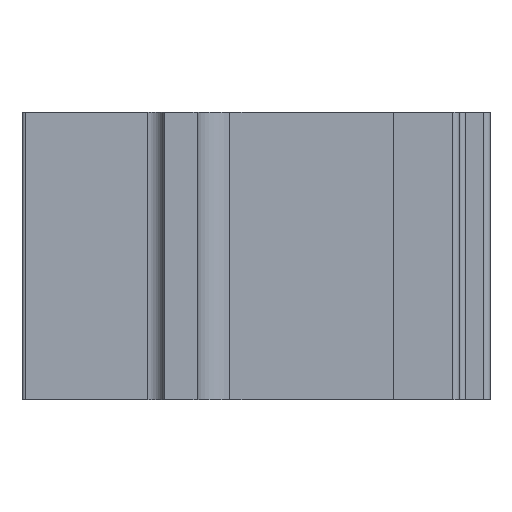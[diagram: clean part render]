
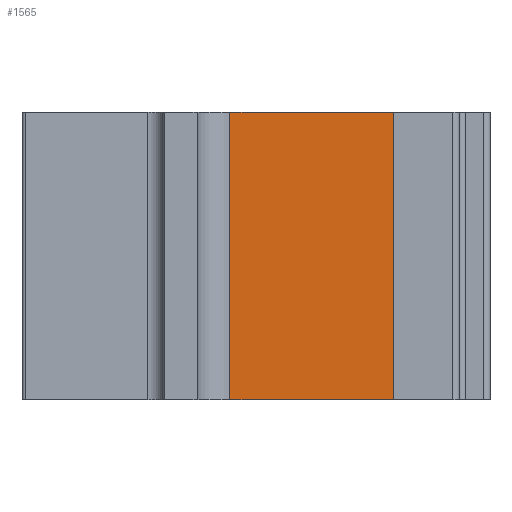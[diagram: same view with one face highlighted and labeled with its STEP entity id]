
A CAD part, front view. The second image highlights one B-rep face of the part: STEP entity #1565.
In plain terms, the highlighted planar face has unit normal (0, -1, 0).
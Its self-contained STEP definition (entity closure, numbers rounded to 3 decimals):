
#154=FACE_OUTER_BOUND('',#232,.T.);
#232=EDGE_LOOP('',(#1180,#1181,#1182,#1183));
#364=LINE('',#2507,#536);
#365=LINE('',#2510,#537);
#366=LINE('',#2512,#538);
#367=LINE('',#2513,#539);
#536=VECTOR('',#2005,10.);
#537=VECTOR('',#2008,10.);
#538=VECTOR('',#2009,10.);
#539=VECTOR('',#2010,10.);
#707=VERTEX_POINT('',#2503);
#708=VERTEX_POINT('',#2505);
#709=VERTEX_POINT('',#2509);
#710=VERTEX_POINT('',#2511);
#903=EDGE_CURVE('',#707,#708,#364,.T.);
#904=EDGE_CURVE('',#707,#709,#365,.T.);
#905=EDGE_CURVE('',#710,#708,#366,.T.);
#906=EDGE_CURVE('',#709,#710,#367,.T.);
#1180=ORIENTED_EDGE('',*,*,#904,.F.);
#1181=ORIENTED_EDGE('',*,*,#903,.T.);
#1182=ORIENTED_EDGE('',*,*,#905,.F.);
#1183=ORIENTED_EDGE('',*,*,#906,.F.);
#1499=PLANE('',#1695);
#1565=ADVANCED_FACE('',(#154),#1499,.T.);
#1695=AXIS2_PLACEMENT_3D('',#2508,#2006,#2007);
#2005=DIRECTION('',(0.,0.,1.));
#2006=DIRECTION('center_axis',(0.,-1.,0.));
#2007=DIRECTION('ref_axis',(1.,0.,0.));
#2008=DIRECTION('',(-1.,0.,0.));
#2009=DIRECTION('',(1.,0.,0.));
#2010=DIRECTION('',(0.,0.,1.));
#2503=CARTESIAN_POINT('',(26.376,3.669,0.));
#2505=CARTESIAN_POINT('',(26.376,3.669,17.5));
#2507=CARTESIAN_POINT('',(26.376,3.669,0.));
#2508=CARTESIAN_POINT('Origin',(14.816,3.669,0.));
#2509=CARTESIAN_POINT('',(14.816,3.669,0.));
#2510=CARTESIAN_POINT('',(26.376,3.669,0.));
#2511=CARTESIAN_POINT('',(14.816,3.669,17.5));
#2512=CARTESIAN_POINT('',(26.376,3.669,17.5));
#2513=CARTESIAN_POINT('',(14.816,3.669,0.));
